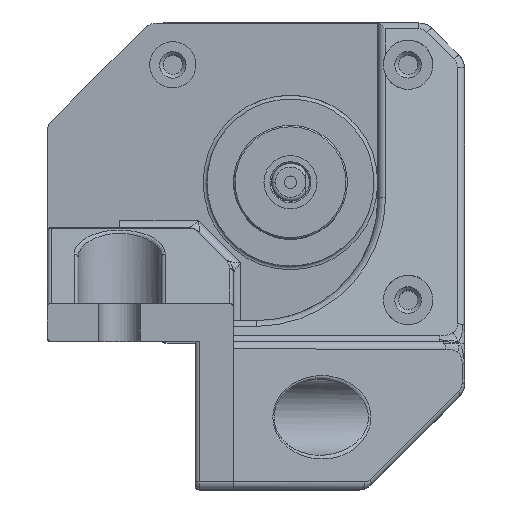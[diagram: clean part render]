
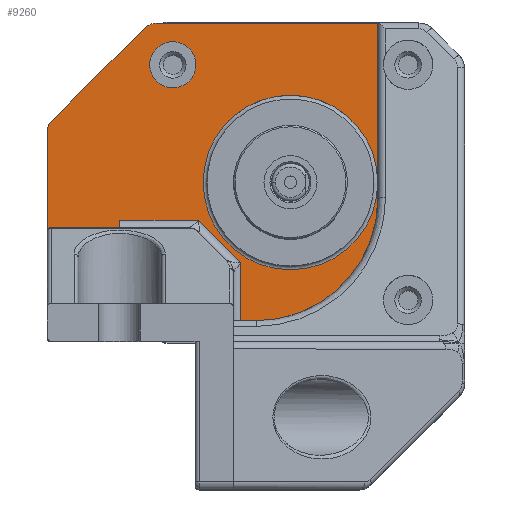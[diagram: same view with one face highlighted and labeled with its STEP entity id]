
A CAD part, top view. The second image highlights one B-rep face of the part: STEP entity #9260.
In plain terms, the highlighted planar face has unit normal (0, 0, 1).
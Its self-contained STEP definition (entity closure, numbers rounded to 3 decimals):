
#409=FACE_BOUND('',#1616,.T.);
#410=FACE_BOUND('',#1617,.T.);
#411=FACE_BOUND('',#1618,.T.);
#412=FACE_BOUND('',#1619,.T.);
#603=PLANE('',#10188);
#1046=FACE_OUTER_BOUND('',#1615,.T.);
#1615=EDGE_LOOP('',(#8012,#8013,#8014,#8015,#8016,#8017,#8018,#8019,#8020,
#8021,#8022,#8023,#8024,#8025,#8026,#8027,#8028,#8029,#8030));
#1616=EDGE_LOOP('',(#8031));
#1617=EDGE_LOOP('',(#8032));
#1618=EDGE_LOOP('',(#8033));
#1619=EDGE_LOOP('',(#8034));
#2259=LINE('',#21057,#2932);
#2271=LINE('',#21100,#2944);
#2282=LINE('',#21149,#2955);
#2295=LINE('',#21186,#2968);
#2297=LINE('',#21192,#2970);
#2298=LINE('',#21196,#2971);
#2299=LINE('',#21200,#2972);
#2300=LINE('',#21204,#2973);
#2301=LINE('',#21207,#2974);
#2302=LINE('',#21209,#2975);
#2303=LINE('',#21211,#2976);
#2304=LINE('',#21212,#2977);
#2932=VECTOR('',#12372,10.);
#2944=VECTOR('',#12410,10.);
#2955=VECTOR('',#12453,10.);
#2968=VECTOR('',#12486,10.);
#2970=VECTOR('',#12492,10.);
#2971=VECTOR('',#12495,10.);
#2972=VECTOR('',#12498,10.);
#2973=VECTOR('',#12501,10.);
#2974=VECTOR('',#12504,10.);
#2975=VECTOR('',#12505,10.);
#2976=VECTOR('',#12506,10.);
#2977=VECTOR('',#12507,10.);
#3458=CIRCLE('',#10160,2.);
#3474=CIRCLE('',#10186,0.5);
#3475=CIRCLE('',#10189,2.5);
#3476=CIRCLE('',#10190,2.5);
#3477=CIRCLE('',#10191,2.5);
#3478=CIRCLE('',#10192,2.5);
#3479=CIRCLE('',#10193,2.);
#3480=CIRCLE('',#10194,3.05);
#3481=CIRCLE('',#10195,11.5);
#3482=CIRCLE('',#10196,1.75);
#3483=CIRCLE('',#10197,1.75);
#4254=VERTEX_POINT('',#21054);
#4255=VERTEX_POINT('',#21056);
#4271=VERTEX_POINT('',#21092);
#4273=VERTEX_POINT('',#21098);
#4295=VERTEX_POINT('',#21148);
#4307=VERTEX_POINT('',#21179);
#4308=VERTEX_POINT('',#21181);
#4309=VERTEX_POINT('',#21185);
#4310=VERTEX_POINT('',#21189);
#4311=VERTEX_POINT('',#21191);
#4312=VERTEX_POINT('',#21193);
#4313=VERTEX_POINT('',#21195);
#4314=VERTEX_POINT('',#21197);
#4315=VERTEX_POINT('',#21199);
#4316=VERTEX_POINT('',#21201);
#4317=VERTEX_POINT('',#21203);
#4318=VERTEX_POINT('',#21206);
#4319=VERTEX_POINT('',#21208);
#4320=VERTEX_POINT('',#21210);
#4321=VERTEX_POINT('',#21213);
#4322=VERTEX_POINT('',#21215);
#4323=VERTEX_POINT('',#21217);
#4324=VERTEX_POINT('',#21219);
#5509=EDGE_CURVE('',#4255,#4254,#2259,.T.);
#5528=EDGE_CURVE('',#4271,#4254,#3458,.T.);
#5531=EDGE_CURVE('',#4271,#4273,#2271,.T.);
#5555=EDGE_CURVE('',#4295,#4255,#2282,.T.);
#5571=EDGE_CURVE('',#4307,#4308,#3474,.T.);
#5573=EDGE_CURVE('',#4309,#4308,#2295,.T.);
#5575=EDGE_CURVE('',#4310,#4273,#3475,.T.);
#5576=EDGE_CURVE('',#4310,#4311,#2297,.T.);
#5577=EDGE_CURVE('',#4312,#4311,#3476,.T.);
#5578=EDGE_CURVE('',#4313,#4312,#2298,.T.);
#5579=EDGE_CURVE('',#4314,#4313,#3477,.T.);
#5580=EDGE_CURVE('',#4314,#4315,#2299,.T.);
#5581=EDGE_CURVE('',#4316,#4315,#3478,.T.);
#5582=EDGE_CURVE('',#4316,#4317,#2300,.T.);
#5583=EDGE_CURVE('',#4309,#4317,#3479,.T.);
#5584=EDGE_CURVE('',#4307,#4318,#2301,.T.);
#5585=EDGE_CURVE('',#4319,#4318,#2302,.T.);
#5586=EDGE_CURVE('',#4319,#4320,#2303,.T.);
#5587=EDGE_CURVE('',#4320,#4295,#2304,.T.);
#5588=EDGE_CURVE('',#4321,#4321,#3480,.T.);
#5589=EDGE_CURVE('',#4322,#4322,#3481,.T.);
#5590=EDGE_CURVE('',#4323,#4323,#3482,.T.);
#5591=EDGE_CURVE('',#4324,#4324,#3483,.T.);
#8012=ORIENTED_EDGE('',*,*,#5528,.F.);
#8013=ORIENTED_EDGE('',*,*,#5531,.T.);
#8014=ORIENTED_EDGE('',*,*,#5575,.F.);
#8015=ORIENTED_EDGE('',*,*,#5576,.T.);
#8016=ORIENTED_EDGE('',*,*,#5577,.F.);
#8017=ORIENTED_EDGE('',*,*,#5578,.F.);
#8018=ORIENTED_EDGE('',*,*,#5579,.F.);
#8019=ORIENTED_EDGE('',*,*,#5580,.T.);
#8020=ORIENTED_EDGE('',*,*,#5581,.F.);
#8021=ORIENTED_EDGE('',*,*,#5582,.T.);
#8022=ORIENTED_EDGE('',*,*,#5583,.F.);
#8023=ORIENTED_EDGE('',*,*,#5573,.T.);
#8024=ORIENTED_EDGE('',*,*,#5571,.F.);
#8025=ORIENTED_EDGE('',*,*,#5584,.T.);
#8026=ORIENTED_EDGE('',*,*,#5585,.F.);
#8027=ORIENTED_EDGE('',*,*,#5586,.T.);
#8028=ORIENTED_EDGE('',*,*,#5587,.T.);
#8029=ORIENTED_EDGE('',*,*,#5555,.T.);
#8030=ORIENTED_EDGE('',*,*,#5509,.T.);
#8031=ORIENTED_EDGE('',*,*,#5588,.T.);
#8032=ORIENTED_EDGE('',*,*,#5589,.T.);
#8033=ORIENTED_EDGE('',*,*,#5590,.T.);
#8034=ORIENTED_EDGE('',*,*,#5591,.T.);
#9260=ADVANCED_FACE('',(#1046,#409,#410,#411,#412),#603,.T.);
#10160=AXIS2_PLACEMENT_3D('',#21094,#12404,#12405);
#10186=AXIS2_PLACEMENT_3D('',#21182,#12481,#12482);
#10188=AXIS2_PLACEMENT_3D('',#21188,#12488,#12489);
#10189=AXIS2_PLACEMENT_3D('',#21190,#12490,#12491);
#10190=AXIS2_PLACEMENT_3D('',#21194,#12493,#12494);
#10191=AXIS2_PLACEMENT_3D('',#21198,#12496,#12497);
#10192=AXIS2_PLACEMENT_3D('',#21202,#12499,#12500);
#10193=AXIS2_PLACEMENT_3D('',#21205,#12502,#12503);
#10194=AXIS2_PLACEMENT_3D('',#21214,#12508,#12509);
#10195=AXIS2_PLACEMENT_3D('',#21216,#12510,#12511);
#10196=AXIS2_PLACEMENT_3D('',#21218,#12512,#12513);
#10197=AXIS2_PLACEMENT_3D('',#21220,#12514,#12515);
#12372=DIRECTION('',(1.,0.,0.));
#12404=DIRECTION('center_axis',(0.,0.,
-1.));
#12405=DIRECTION('ref_axis',(0.383,-0.924,0.));
#12410=DIRECTION('',(0.707,0.707,0.));
#12453=DIRECTION('',(0.,-1.,0.));
#12481=DIRECTION('center_axis',(0.,0.,
-1.));
#12482=DIRECTION('ref_axis',(-0.707,-0.707,0.));
#12486=DIRECTION('',(0.,-1.,0.));
#12488=DIRECTION('center_axis',(0.,0.,
1.));
#12489=DIRECTION('ref_axis',(1.,0.,0.));
#12490=DIRECTION('center_axis',(0.,0.,
-1.));
#12491=DIRECTION('ref_axis',(0.924,-0.383,0.));
#12492=DIRECTION('',(0.,1.,0.));
#12493=DIRECTION('center_axis',(0.,0.,
-1.));
#12494=DIRECTION('ref_axis',(0.924,0.383,0.));
#12495=DIRECTION('',(0.707,-0.707,0.));
#12496=DIRECTION('center_axis',(0.,0.,
-1.));
#12497=DIRECTION('ref_axis',(0.383,0.924,0.));
#12498=DIRECTION('',(-1.,0.,0.));
#12499=DIRECTION('center_axis',(0.,0.,
-1.));
#12500=DIRECTION('ref_axis',(-0.383,0.924,0.));
#12501=DIRECTION('',(-0.707,-0.707,0.));
#12502=DIRECTION('center_axis',(0.,0.,
-1.));
#12503=DIRECTION('ref_axis',(-0.924,0.383,0.));
#12504=DIRECTION('',(1.,0.,0.));
#12505=DIRECTION('',(0.,-1.,0.));
#12506=DIRECTION('',(1.,0.,0.));
#12507=DIRECTION('',(0.707,-0.707,0.));
#12508=DIRECTION('center_axis',(0.,0.,
-1.));
#12509=DIRECTION('ref_axis',(-1.,0.,0.));
#12510=DIRECTION('center_axis',(0.,0.,
-1.));
#12511=DIRECTION('ref_axis',(-1.,0.,0.));
#12512=DIRECTION('center_axis',(0.,0.,
-1.));
#12513=DIRECTION('ref_axis',(-1.,0.,0.));
#12514=DIRECTION('center_axis',(0.,0.,
-1.));
#12515=DIRECTION('ref_axis',(-1.,0.,0.));
#21054=CARTESIAN_POINT('',(9.13,-40.5,6.));
#21056=CARTESIAN_POINT('',(-6.542,-40.5,6.));
#21057=CARTESIAN_POINT('',(3.265,-40.5,6.));
#21092=CARTESIAN_POINT('',(10.544,-39.914,6.));
#21094=CARTESIAN_POINT('Origin',(9.13,-38.5,6.));
#21098=CARTESIAN_POINT('',(22.226,-28.232,6.));
#21100=CARTESIAN_POINT('',(22.958,-27.5,6.));
#21148=CARTESIAN_POINT('',(-6.542,-10.586,6.));
#21149=CARTESIAN_POINT('',(-6.542,-29.091,6.));
#21179=CARTESIAN_POINT('',(-31.542,-21.,6.));
#21181=CARTESIAN_POINT('',(-32.042,-20.5,6.));
#21182=CARTESIAN_POINT('Origin',(-31.542,-20.5,6.));
#21185=CARTESIAN_POINT('',(-32.042,6.672,6.));
#21186=CARTESIAN_POINT('',(-32.042,-1.591,6.));
#21188=CARTESIAN_POINT('Origin',(-2.428,-9.683,6.));
#21189=CARTESIAN_POINT('',(22.958,-26.464,6.));
#21190=CARTESIAN_POINT('Origin',(20.458,-26.464,6.));
#21191=CARTESIAN_POINT('',(22.958,14.964,6.));
#21192=CARTESIAN_POINT('',(22.958,21.,6.));
#21193=CARTESIAN_POINT('',(22.226,16.732,6.));
#21194=CARTESIAN_POINT('Origin',(20.458,14.964,6.));
#21195=CARTESIAN_POINT('',(18.69,20.268,6.));
#21196=CARTESIAN_POINT('',(21.782,17.176,6.));
#21197=CARTESIAN_POINT('',(16.922,21.,6.));
#21198=CARTESIAN_POINT('Origin',(16.922,18.5,6.));
#21199=CARTESIAN_POINT('',(-17.506,21.,6.));
#21200=CARTESIAN_POINT('',(-18.542,21.,6.));
#21201=CARTESIAN_POINT('',(-19.274,20.268,6.));
#21202=CARTESIAN_POINT('Origin',(-17.506,18.5,6.));
#21203=CARTESIAN_POINT('',(-31.456,8.086,6.));
#21204=CARTESIAN_POINT('',(-33.042,6.5,6.));
#21205=CARTESIAN_POINT('Origin',(-30.042,6.672,6.));
#21206=CARTESIAN_POINT('',(-22.5,-21.,6.));
#21207=CARTESIAN_POINT('',(-27.771,-21.,6.));
#21208=CARTESIAN_POINT('',(-22.5,-5.,6.));
#21209=CARTESIAN_POINT('',(-22.5,-16.,6.));
#21210=CARTESIAN_POINT('',(-12.128,-5.,6.));
#21211=CARTESIAN_POINT('',(-11.36,-5.,6.));
#21212=CARTESIAN_POINT('',(-7.136,-9.992,6.));
#21213=CARTESIAN_POINT('',(-12.45,15.5,6.));
#21214=CARTESIAN_POINT('Origin',(-15.5,15.5,6.));
#21215=CARTESIAN_POINT('',(11.5,0.,6.));
#21216=CARTESIAN_POINT('Origin',(0.,0.,6.));
#21217=CARTESIAN_POINT('',(17.25,-15.5,6.));
#21218=CARTESIAN_POINT('Origin',(15.5,-15.5,6.));
#21219=CARTESIAN_POINT('',(17.25,15.5,6.));
#21220=CARTESIAN_POINT('Origin',(15.5,15.5,6.));
